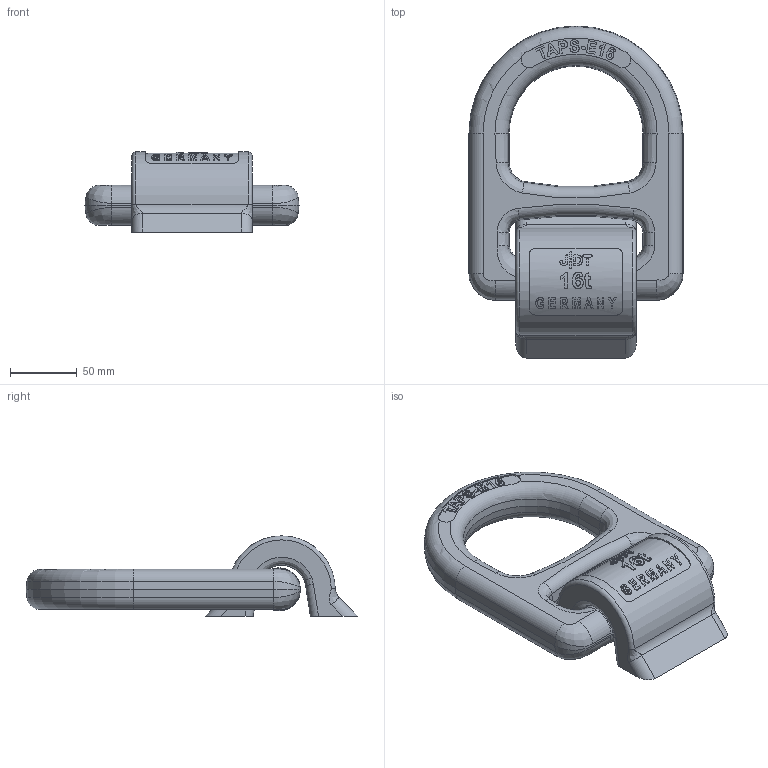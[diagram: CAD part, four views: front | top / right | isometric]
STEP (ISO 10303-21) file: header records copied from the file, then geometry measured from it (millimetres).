
FILE_DESCRIPTION(/* description */ (''),/* implementation_level */ '2;1');
FILE_NAME(/* name */ 'TAPS-E 16 90°.stp',/* time_stamp */ '2022-05-23T13:00:10+02:00',/* author */ (''),/* organization */ (''),/* preprocessor_version */ 'ST-DEVELOPER v16',/* originating_system */ 'SIEMENS PLM Software NX 11.0',/* authorisation */ '');
FILE_SCHEMA (('AUTOMOTIVE_DESIGN { 1 0 10303 214 3 1 1 1 }'));
Length unit declared in the file: millimetre
Products named in the file (1): CAD0056458_001
Bounding box: 160 x 248.07 x 60 mm (x, y, z)
Volume: 779799.4 mm3; surface area: 100329.1 mm2
Topology: 2 solids, 2 shells, 449 faces, 1143 edges, 726 vertices
Faces by surface type: plane 198, cylinder 85, extrusion 78, bspline 62, cone 16, torus 10
Entity records: 18767 total; most frequent: CARTESIAN_POINT 8705, ORIENTED_EDGE 2286, DIRECTION 1711, EDGE_CURVE 1143, VERTEX_POINT 726, VECTOR 623, LINE 545, AXIS2_PLACEMENT_3D 544
